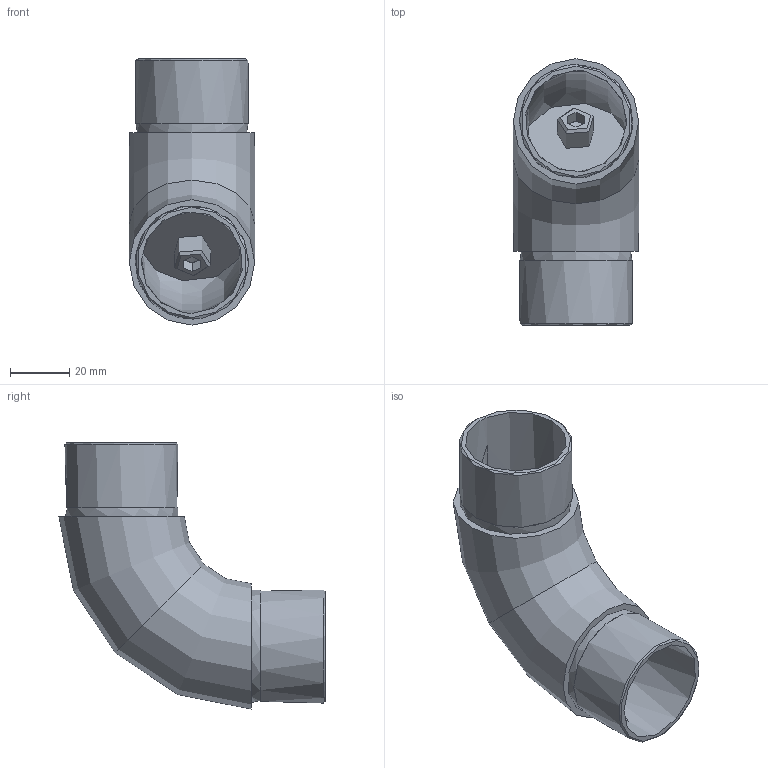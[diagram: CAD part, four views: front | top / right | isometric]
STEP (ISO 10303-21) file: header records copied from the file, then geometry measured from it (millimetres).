
FILE_DESCRIPTION (( 'STEP AP203' ), '1' );
FILE_NAME ('56160-320V-V4A.step', '2020-02-20T08:09:57', ( '' ), ( '' ), 'SwSTEP 2.0', 'SolidWorks 2015', '' );
FILE_SCHEMA (( 'CONFIG_CONTROL_DESIGN' ));
Length unit declared in the file: millimetre
Products named in the file (10): 5616X-320V Teil2; 5616X-320V Teil2_56160-320V-V4A Teil2; 5616X-320V Teil1_56160-320V-V4A Teil1; 5616X-320V Teil1; 56160-320V-V4A; DIN 912 Konfig_DIN 912 M8x8; DIN 912 Konfig
Assembly tree (8 placements, depth 2):
  5616X-320V Teil1
  56160-320V-V4A
    DIN 912 Konfig
    5616X-320V Teil2
    DIN 912 Konfig
  56160-320V-V4A
    5616X-320V Teil1_56160-320V-V4A Teil1  x2
    5616X-320V Teil2_56160-320V-V4A Teil2
    DIN 912 Konfig_DIN 912 M8x8  x2
  5616X-320V Teil1
Bounding box: 42.4 x 90 x 90 mm (x, y, z)
Volume: 63824.2 mm3; surface area: 36748.8 mm2
Topology: 5 solids, 5 shells, 628 faces, 1627 edges, 1080 vertices
Faces by surface type: plane 362, bspline 224, cylinder 22, torus 10, cone 10
Full cylindrical faces by diameter (mm): 6.8 x1, 8 x2, 9.5 x2, 12 x2, 13 x2, 30 x3, 34.4 x4, 37.9 x2, 38.3 x2
Entity records: 17374 total; most frequent: CARTESIAN_POINT 9482, ORIENTED_EDGE 1574, DIRECTION 1033, EDGE_CURVE 787, VERTEX_POINT 532, VECTOR 517, LINE 517, EDGE_LOOP 381
